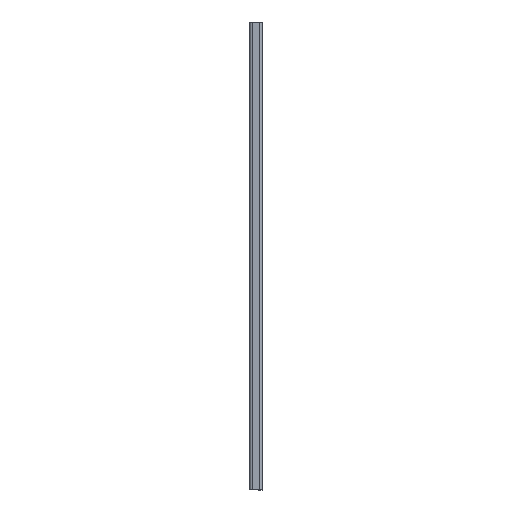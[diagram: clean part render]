
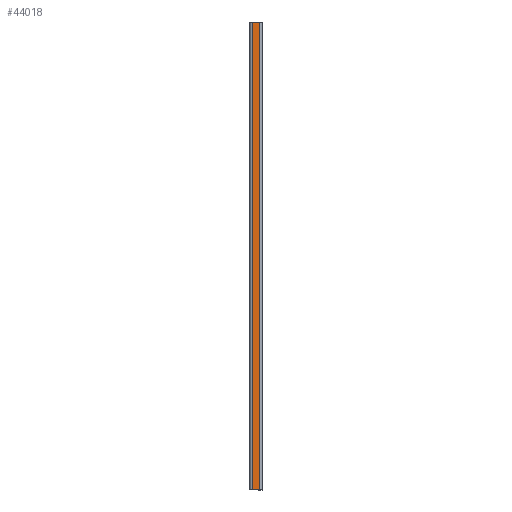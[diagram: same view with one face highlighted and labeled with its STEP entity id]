
A CAD part, left-side view. The second image highlights one B-rep face of the part: STEP entity #44018.
In plain terms, the highlighted planar face has unit normal (-1, 0, 0).
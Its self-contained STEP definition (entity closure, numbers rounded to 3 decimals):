
#853 = EDGE_CURVE ( 'NONE', #19010, #43784, #28954, .T. ) ;
#931 = EDGE_CURVE ( 'NONE', #43784, #36613, #38234, .T. ) ;
#983 = CARTESIAN_POINT ( 'NONE',  ( -20.5, 3.75, 0. ) ) ;
#1707 = LINE ( 'NONE', #22190, #29504 ) ;
#5135 = EDGE_CURVE ( 'NONE', #30952, #36613, #33893, .T. ) ;
#10572 = ORIENTED_EDGE ( 'NONE', *, *, #37318, .F. ) ;
#10652 = EDGE_LOOP ( 'NONE', ( #27102, #37495, #10572, #25467 ) ) ;
#11412 = FACE_OUTER_BOUND ( 'NONE', #10652, .T. ) ;
#11519 = VECTOR ( 'NONE', #34520, 1000. ) ;
#11569 = DIRECTION ( 'NONE',  ( 0., 1., 0. ) ) ;
#12089 = VECTOR ( 'NONE', #38250, 1000. ) ;
#16666 = CARTESIAN_POINT ( 'NONE',  ( -20.5, 3.75, -800. ) ) ;
#19010 = VERTEX_POINT ( 'NONE', #16666 ) ;
#21257 = CARTESIAN_POINT ( 'NONE',  ( -20.5, 17.25, -800. ) ) ;
#22190 = CARTESIAN_POINT ( 'NONE',  ( -20.5, 0., -800. ) ) ;
#23788 = DIRECTION ( 'NONE',  ( 1., 0., 0. ) ) ;
#25467 = ORIENTED_EDGE ( 'NONE', *, *, #853, .T. ) ;
#27048 = CARTESIAN_POINT ( 'NONE',  ( -20.5, 0., 0. ) ) ;
#27102 = ORIENTED_EDGE ( 'NONE', *, *, #931, .T. ) ;
#27868 = VECTOR ( 'NONE', #34060, 1000. ) ;
#28954 = LINE ( 'NONE', #30562, #11519 ) ;
#29119 = AXIS2_PLACEMENT_3D ( 'NONE', #33280, #23788, #40125 ) ;
#29504 = VECTOR ( 'NONE', #11569, 1000. ) ;
#30562 = CARTESIAN_POINT ( 'NONE',  ( -20.5, 3.75, -400. ) ) ;
#30684 = PLANE ( 'NONE',  #29119 ) ;
#30952 = VERTEX_POINT ( 'NONE', #21257 ) ;
#33280 = CARTESIAN_POINT ( 'NONE',  ( -20.5, 0., -400. ) ) ;
#33893 = LINE ( 'NONE', #34748, #12089 ) ;
#34060 = DIRECTION ( 'NONE',  ( 0., 1., 0. ) ) ;
#34520 = DIRECTION ( 'NONE',  ( 0., 0., 1. ) ) ;
#34748 = CARTESIAN_POINT ( 'NONE',  ( -20.5, 17.25, -400. ) ) ;
#36613 = VERTEX_POINT ( 'NONE', #36646 ) ;
#36646 = CARTESIAN_POINT ( 'NONE',  ( -20.5, 17.25, 0. ) ) ;
#37318 = EDGE_CURVE ( 'NONE', #19010, #30952, #1707, .T. ) ;
#37495 = ORIENTED_EDGE ( 'NONE', *, *, #5135, .F. ) ;
#38234 = LINE ( 'NONE', #27048, #27868 ) ;
#38250 = DIRECTION ( 'NONE',  ( 0., 0., 1. ) ) ;
#40125 = DIRECTION ( 'NONE',  ( 0., 0., -1. ) ) ;
#43784 = VERTEX_POINT ( 'NONE', #983 ) ;
#44018 = ADVANCED_FACE ( 'NONE', ( #11412 ), #30684, .F. ) ;
